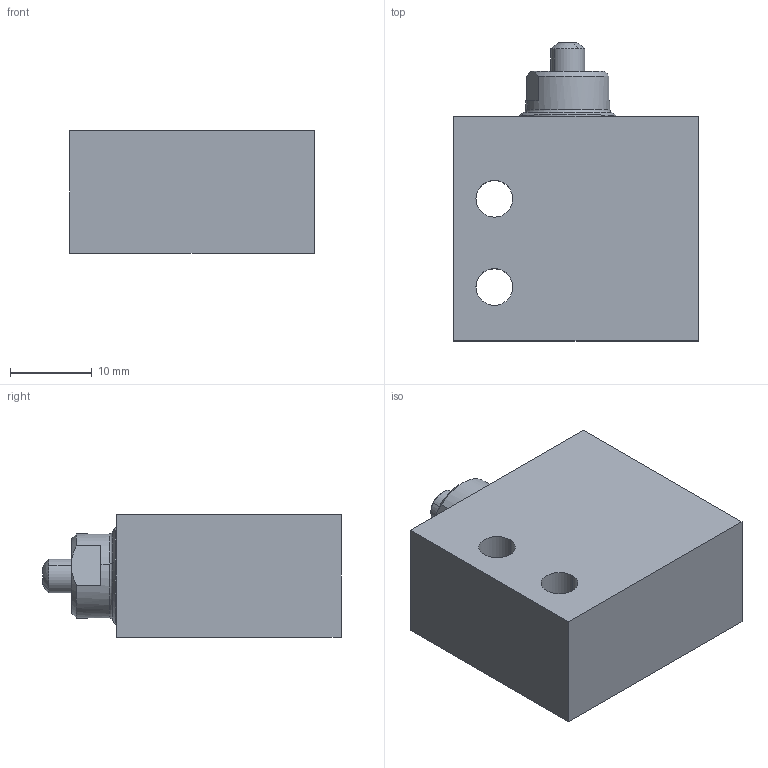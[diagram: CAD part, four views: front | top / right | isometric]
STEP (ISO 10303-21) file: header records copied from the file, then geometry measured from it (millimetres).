
FILE_DESCRIPTION (( 'STEP AP214' ), '1' );
FILE_NAME ('08_151_4.STEP', '2016-07-27T15:38:28', ( '' ), ( '' ), 'SwSTEP 2.0', 'SolidWorks 2016', '' );
FILE_SCHEMA (( 'AUTOMOTIVE_DESIGN' ));
Length unit declared in the file: millimetre
Products named in the file (1): 08_151_4
Bounding box: 30 x 36.5 x 15 mm (x, y, z)
Volume: 11998.2 mm3; surface area: 4378.4 mm2
Topology: 1 solids, 1 shells, 55 faces, 124 edges, 78 vertices
Faces by surface type: cylinder 20, plane 17, cone 14, torus 2, sphere 2
Entity records: 1828 total; most frequent: DIRECTION 300, CARTESIAN_POINT 278, ORIENTED_EDGE 248, EDGE_CURVE 124, AXIS2_PLACEMENT_3D 124, VERTEX_POINT 78, CIRCLE 68, EDGE_LOOP 66
